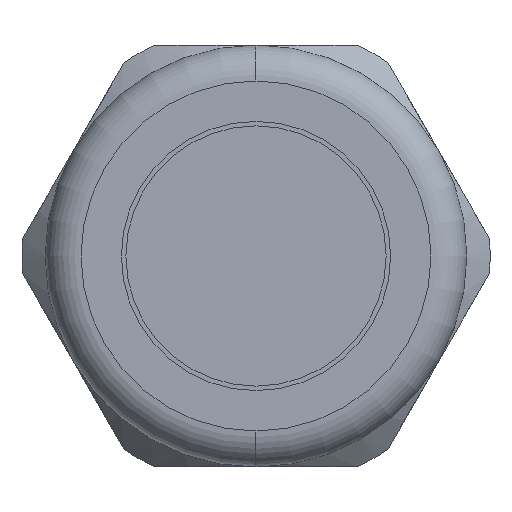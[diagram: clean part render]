
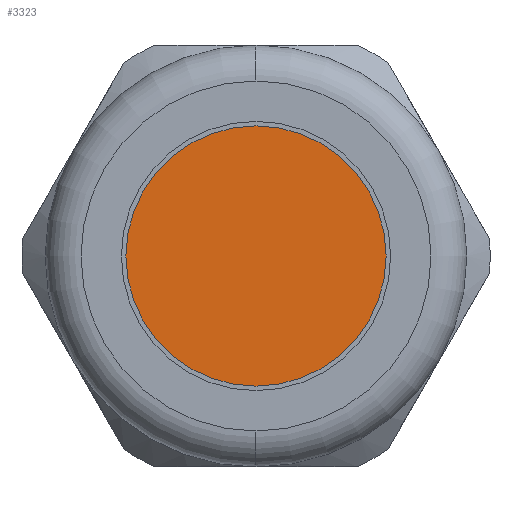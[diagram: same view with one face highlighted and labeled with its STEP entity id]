
A CAD part, left-side view. The second image highlights one B-rep face of the part: STEP entity #3323.
In plain terms, the highlighted planar face has unit normal (-1, 0, 0).
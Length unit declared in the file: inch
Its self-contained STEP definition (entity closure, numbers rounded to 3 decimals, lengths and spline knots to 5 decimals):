
#637 = AXIS2_PLACEMENT_3D ( 'NONE', #904, #1163, #1158 ) ;
#638 = CIRCLE ( 'NONE', #637, 0.29 ) ;
#892 = DIRECTION ( 'NONE',  ( 0., 0., 1. ) ) ;
#893 = DIRECTION ( 'NONE',  ( -1., 0., 0. ) ) ;
#894 = CARTESIAN_POINT ( 'NONE',  ( -1.35, 0., 0. ) ) ;
#895 = AXIS2_PLACEMENT_3D ( 'NONE', #894, #893, #892 ) ;
#896 = PLANE ( 'NONE',  #895 ) ;
#899 = FACE_OUTER_BOUND ( 'NONE', #3353, .T. ) ;
#904 = CARTESIAN_POINT ( 'NONE',  ( -1.35, 0., 0. ) ) ;
#1158 = DIRECTION ( 'NONE',  ( 0., 0., 1. ) ) ;
#1163 = DIRECTION ( 'NONE',  ( -1., 0., 0. ) ) ;
#1467 = CARTESIAN_POINT ( 'NONE',  ( -1.35, 0., 0.29 ) ) ;
#1474 = CARTESIAN_POINT ( 'NONE',  ( -1.35, 0., -0.29 ) ) ;
#2868 = EDGE_CURVE ( 'NONE', #3706, #3702, #5065, .T. ) ;
#3323 = ADVANCED_FACE ( 'NONE', ( #899 ), #896, .T. ) ;
#3353 = EDGE_LOOP ( 'NONE', ( #3477, #3427 ) ) ;
#3427 = ORIENTED_EDGE ( 'NONE', *, *, #3701, .T. ) ;
#3477 = ORIENTED_EDGE ( 'NONE', *, *, #2868, .T. ) ;
#3701 = EDGE_CURVE ( 'NONE', #3702, #3706, #638, .T. ) ;
#3702 = VERTEX_POINT ( 'NONE', #1474 ) ;
#3706 = VERTEX_POINT ( 'NONE', #1467 ) ;
#5061 = DIRECTION ( 'NONE',  ( 0., 0., 1. ) ) ;
#5062 = DIRECTION ( 'NONE',  ( -1., 0., 0. ) ) ;
#5063 = CARTESIAN_POINT ( 'NONE',  ( -1.35, 0., 0. ) ) ;
#5064 = AXIS2_PLACEMENT_3D ( 'NONE', #5063, #5062, #5061 ) ;
#5065 = CIRCLE ( 'NONE', #5064, 0.29 ) ;
